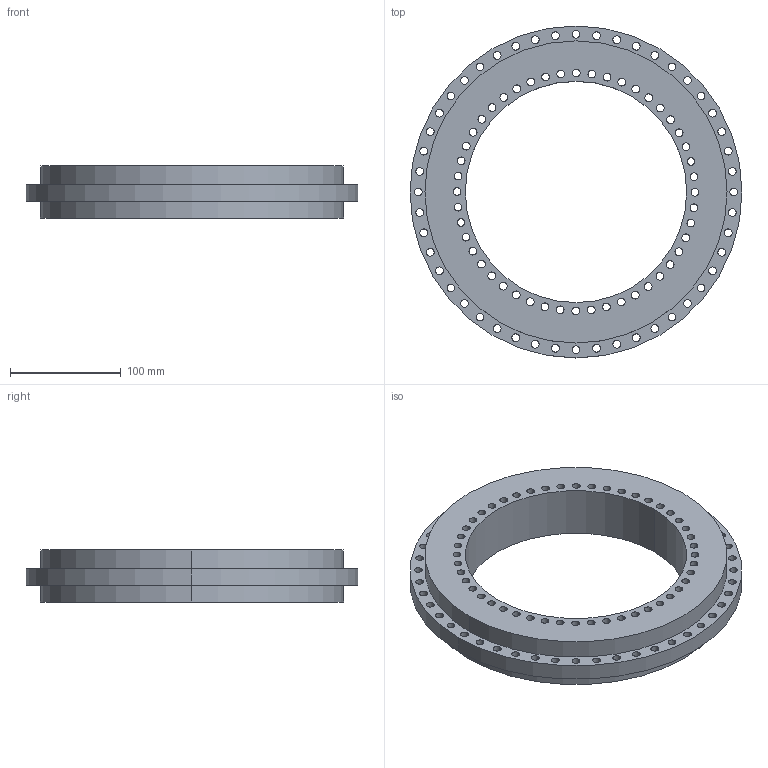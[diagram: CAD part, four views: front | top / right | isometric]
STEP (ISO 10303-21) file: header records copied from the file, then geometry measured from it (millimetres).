
FILE_DESCRIPTION (( 'STEP AP203' ), '1' );
FILE_NAME ('YRT200.STEP', '2014-05-19T03:14:11', ( '微软用户' ), ( '微软中国' ), 'SwSTEP 2.0', 'SolidWorks 2012', '' );
FILE_SCHEMA (( 'CONFIG_CONTROL_DESIGN' ));
Length unit declared in the file: millimetre
Products named in the file (1): YRT200
Bounding box: 300 x 300 x 47 mm (x, y, z)
Volume: 1330762.9 mm3; surface area: 210671.1 mm2
Topology: 1 solids, 1 shells, 398 faces, 988 edges, 594 vertices
Faces by surface type: cylinder 296, cone 98, plane 4
Entity records: 12359 total; most frequent: DIRECTION 2380, CARTESIAN_POINT 1981, ORIENTED_EDGE 1976, AXIS2_PLACEMENT_3D 993, EDGE_CURVE 988, CIRCLE 594, EDGE_LOOP 594, VERTEX_POINT 594
